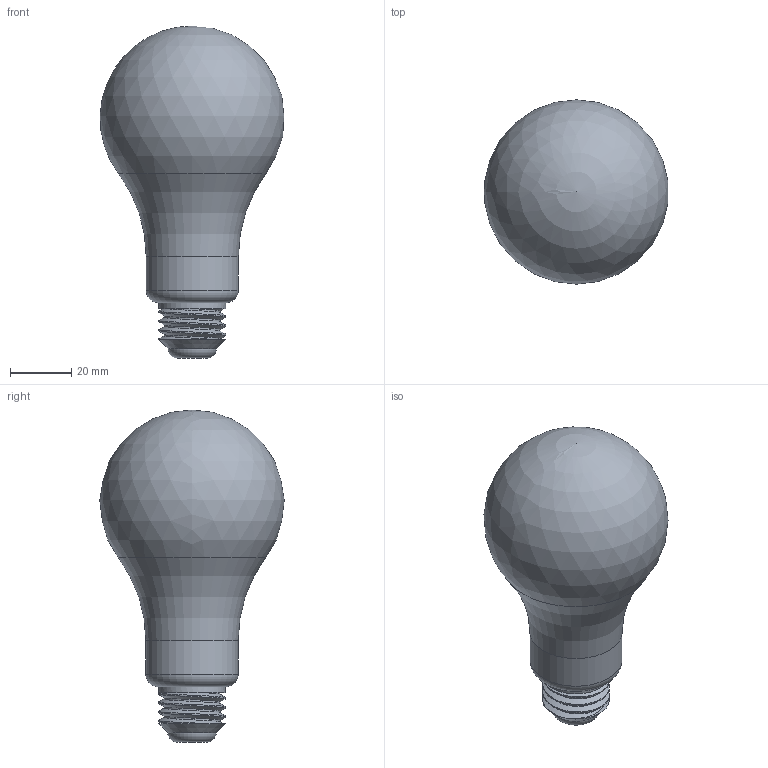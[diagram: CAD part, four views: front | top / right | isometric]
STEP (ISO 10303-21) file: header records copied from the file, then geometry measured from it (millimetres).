
FILE_DESCRIPTION(/* description */ ('','CAx-IF Rec.Pracs.---Representation and Presentation of Product Manufacturing Information (PMI)---4.0---2014-10-13'),/* implementation_level */ '2;1');
FILE_NAME(/* name */ '6659de27-306e-4850-b7f5-a53c63423184.stp',/* time_stamp */ '2025-01-18T11:27:19Z',/* author */ (''),/* organization */ (''),/* preprocessor_version */ 'ST-DEVELOPER v20',/* originating_system */ 'Autodesk Translation Framework v13.20.0.188',/* authorisation */ '');
FILE_SCHEMA (('AP242_MANAGED_MODEL_BASED_3D_ENGINEERING_MIM_LF { 1 0 10303 442 1 1 4 }'));
Length unit declared in the file: millimetre
Products named in the file (2): light bulb; bulb
Assembly tree (1 placements, depth 2):
  light bulb
    bulb
Bounding box: 59.75 x 59.99 x 108 mm (x, y, z)
Volume: 144527.1 mm3; surface area: 16476 mm2
Topology: 2 solids, 2 shells, 22 faces, 55 edges, 36 vertices
Faces by surface type: cylinder 10, plane 5, torus 3, bspline 2, sphere 1, cone 1
Full cylindrical faces by diameter (mm): 18.337 x3, 21.765 x3, 30 x1
Entity records: 1953 total; most frequent: CARTESIAN_POINT 1378, ORIENTED_EDGE 108, DIRECTION 102, EDGE_CURVE 54, AXIS2_PLACEMENT_3D 46, VERTEX_POINT 36, CIRCLE 23, FACE_OUTER_BOUND 22
